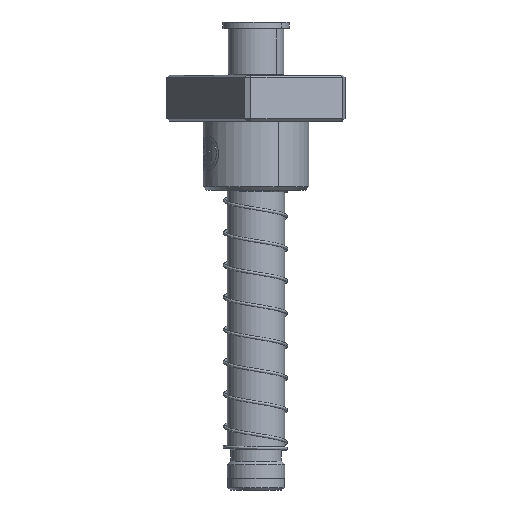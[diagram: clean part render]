
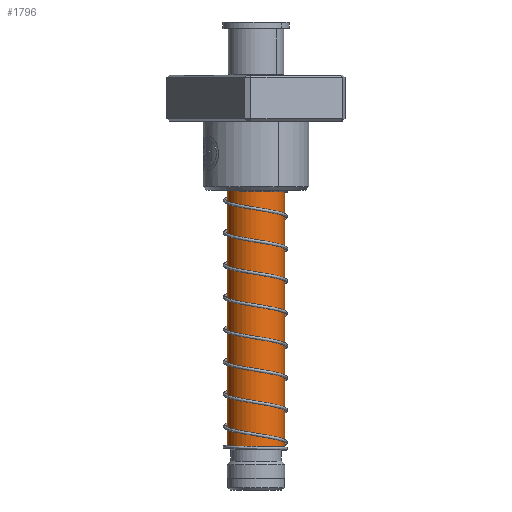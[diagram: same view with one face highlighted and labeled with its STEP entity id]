
A CAD part, front view. The second image highlights one B-rep face of the part: STEP entity #1796.
In plain terms, the highlighted cylindrical face has radius 12.5 mm (diameter 25 mm), a partial arc.
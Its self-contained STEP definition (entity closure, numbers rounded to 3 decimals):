
#233 = CARTESIAN_POINT ( 'NONE',  ( 0., 0., 19. ) ) ;
#1618 = FACE_OUTER_BOUND ( 'NONE', #43513, .T. ) ;
#1796 = ADVANCED_FACE ( 'NONE', ( #1618 ), #38143, .T. ) ;
#2872 = LINE ( 'NONE', #5259, #38340 ) ;
#5259 = CARTESIAN_POINT ( 'NONE',  ( -12.5, 0., 180. ) ) ;
#6622 = LINE ( 'NONE', #32621, #9313 ) ;
#7052 = CARTESIAN_POINT ( 'NONE',  ( -12.5, 0., 177.5 ) ) ;
#9313 = VECTOR ( 'NONE', #25699, 1000. ) ;
#12599 = AXIS2_PLACEMENT_3D ( 'NONE', #16616, #16761, #40483 ) ;
#13949 = VERTEX_POINT ( 'NONE', #17066 ) ;
#14138 = CARTESIAN_POINT ( 'NONE',  ( 0., 0., 180. ) ) ;
#16616 = CARTESIAN_POINT ( 'NONE',  ( 0., 0., 177.5 ) ) ;
#16761 = DIRECTION ( 'NONE',  ( 0., 0., -1. ) ) ;
#17066 = CARTESIAN_POINT ( 'NONE',  ( 12.5, 0., 177.5 ) ) ;
#17565 = DIRECTION ( 'NONE',  ( 0., 0., -1. ) ) ;
#17843 = CARTESIAN_POINT ( 'NONE',  ( 12.5, 0., 19. ) ) ;
#19982 = VERTEX_POINT ( 'NONE', #42902 ) ;
#20901 = ORIENTED_EDGE ( 'NONE', *, *, #28889, .F. ) ;
#21429 = ORIENTED_EDGE ( 'NONE', *, *, #28776, .T. ) ;
#24270 = DIRECTION ( 'NONE',  ( 0., 0., -1. ) ) ;
#25130 = EDGE_CURVE ( 'NONE', #40525, #19982, #32557, .T. ) ;
#25699 = DIRECTION ( 'NONE',  ( 0., 0., -1. ) ) ;
#28476 = EDGE_CURVE ( 'NONE', #34649, #19982, #2872, .T. ) ;
#28776 = EDGE_CURVE ( 'NONE', #13949, #34649, #42623, .T. ) ;
#28889 = EDGE_CURVE ( 'NONE', #13949, #40525, #6622, .T. ) ;
#29128 = ORIENTED_EDGE ( 'NONE', *, *, #25130, .F. ) ;
#29227 = ORIENTED_EDGE ( 'NONE', *, *, #28476, .T. ) ;
#32292 = AXIS2_PLACEMENT_3D ( 'NONE', #14138, #17565, #41592 ) ;
#32557 = CIRCLE ( 'NONE', #36397, 12.5 ) ;
#32621 = CARTESIAN_POINT ( 'NONE',  ( 12.5, 0., 180. ) ) ;
#32784 = DIRECTION ( 'NONE',  ( 0., 0., -1. ) ) ;
#34649 = VERTEX_POINT ( 'NONE', #7052 ) ;
#34781 = DIRECTION ( 'NONE',  ( -1., 0., 0. ) ) ;
#36397 = AXIS2_PLACEMENT_3D ( 'NONE', #233, #24270, #34781 ) ;
#38143 = CYLINDRICAL_SURFACE ( 'NONE', #32292, 12.5 ) ;
#38340 = VECTOR ( 'NONE', #32784, 1000. ) ;
#40483 = DIRECTION ( 'NONE',  ( 1., 0., 0. ) ) ;
#40525 = VERTEX_POINT ( 'NONE', #17843 ) ;
#41592 = DIRECTION ( 'NONE',  ( -1., 0., 0. ) ) ;
#42623 = CIRCLE ( 'NONE', #12599, 12.5 ) ;
#42902 = CARTESIAN_POINT ( 'NONE',  ( -12.5, 0., 19. ) ) ;
#43513 = EDGE_LOOP ( 'NONE', ( #20901, #21429, #29227, #29128 ) ) ;
